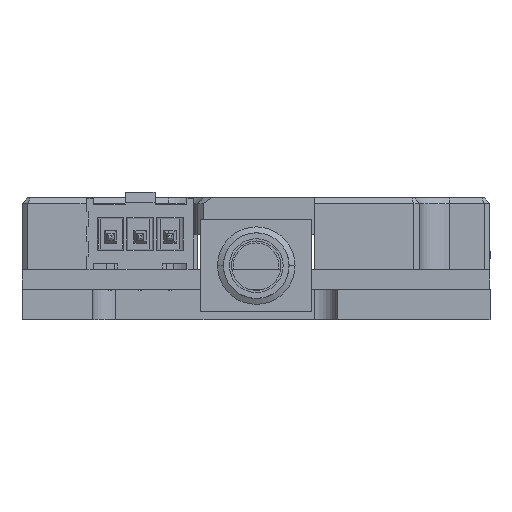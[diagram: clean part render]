
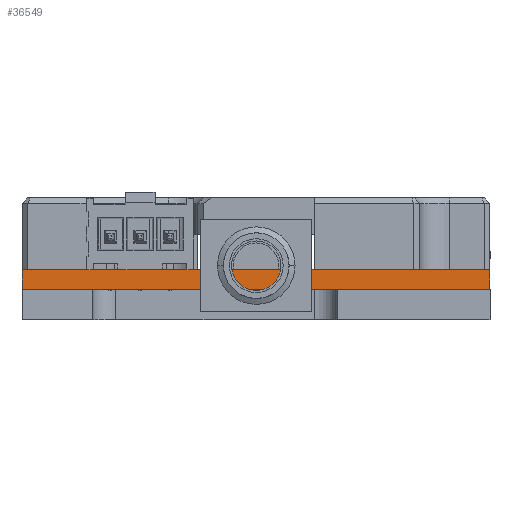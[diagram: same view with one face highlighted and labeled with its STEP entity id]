
A CAD part, left-side view. The second image highlights one B-rep face of the part: STEP entity #36549.
In plain terms, the highlighted planar face has unit normal (-1, 0, 0).
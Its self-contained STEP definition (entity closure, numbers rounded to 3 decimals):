
#1493 = ORIENTED_EDGE ( 'NONE', *, *, #38597, .F. ) ;
#2828 = DIRECTION ( 'NONE',  ( 0., 1., 0. ) ) ;
#2962 = DIRECTION ( 'NONE',  ( 0., 0., -1. ) ) ;
#3040 = VECTOR ( 'NONE', #13633, 1000. ) ;
#4603 = EDGE_CURVE ( 'NONE', #23538, #17009, #32789, .T. ) ;
#7141 = DIRECTION ( 'NONE',  ( 0., 0., 1. ) ) ;
#8137 = DIRECTION ( 'NONE',  ( 0., -1., 0. ) ) ;
#11028 = EDGE_LOOP ( 'NONE', ( #21451, #27478, #28631, #1493 ) ) ;
#12515 = EDGE_CURVE ( 'NONE', #17680, #19429, #29981, .T. ) ;
#13633 = DIRECTION ( 'NONE',  ( 0., 0., -1. ) ) ;
#13654 = CARTESIAN_POINT ( 'NONE',  ( -25., -20., 2.6 ) ) ;
#16115 = DIRECTION ( 'NONE',  ( 1., 0., 0. ) ) ;
#17009 = VERTEX_POINT ( 'NONE', #33978 ) ;
#17680 = VERTEX_POINT ( 'NONE', #25049 ) ;
#19429 = VERTEX_POINT ( 'NONE', #25189 ) ;
#19520 = VECTOR ( 'NONE', #2828, 1000. ) ;
#19650 = VECTOR ( 'NONE', #7141, 1000. ) ;
#21451 = ORIENTED_EDGE ( 'NONE', *, *, #4603, .T. ) ;
#22333 = CARTESIAN_POINT ( 'NONE',  ( -25., 20., 2.6 ) ) ;
#23482 = EDGE_CURVE ( 'NONE', #17680, #17009, #38061, .T. ) ;
#23538 = VERTEX_POINT ( 'NONE', #35686 ) ;
#25049 = CARTESIAN_POINT ( 'NONE',  ( -25., 20., 4.273 ) ) ;
#25189 = CARTESIAN_POINT ( 'NONE',  ( -25., 20., 2.6 ) ) ;
#25565 = CARTESIAN_POINT ( 'NONE',  ( -25., 20., 4.273 ) ) ;
#27478 = ORIENTED_EDGE ( 'NONE', *, *, #23482, .F. ) ;
#28631 = ORIENTED_EDGE ( 'NONE', *, *, #12515, .T. ) ;
#29981 = LINE ( 'NONE', #33411, #3040 ) ;
#32331 = LINE ( 'NONE', #41829, #19520 ) ;
#32454 = PLANE ( 'NONE',  #34903 ) ;
#32789 = LINE ( 'NONE', #13654, #19650 ) ;
#33411 = CARTESIAN_POINT ( 'NONE',  ( -25., 20., 2.6 ) ) ;
#33978 = CARTESIAN_POINT ( 'NONE',  ( -25., -20., 4.273 ) ) ;
#34903 = AXIS2_PLACEMENT_3D ( 'NONE', #22333, #16115, #2962 ) ;
#35686 = CARTESIAN_POINT ( 'NONE',  ( -25., -20., 2.6 ) ) ;
#35844 = VECTOR ( 'NONE', #8137, 1000. ) ;
#36549 = ADVANCED_FACE ( 'NONE', ( #39310 ), #32454, .F. ) ;
#38061 = LINE ( 'NONE', #25565, #35844 ) ;
#38597 = EDGE_CURVE ( 'NONE', #23538, #19429, #32331, .T. ) ;
#39310 = FACE_OUTER_BOUND ( 'NONE', #11028, .T. ) ;
#41829 = CARTESIAN_POINT ( 'NONE',  ( -25., -20., 2.6 ) ) ;
